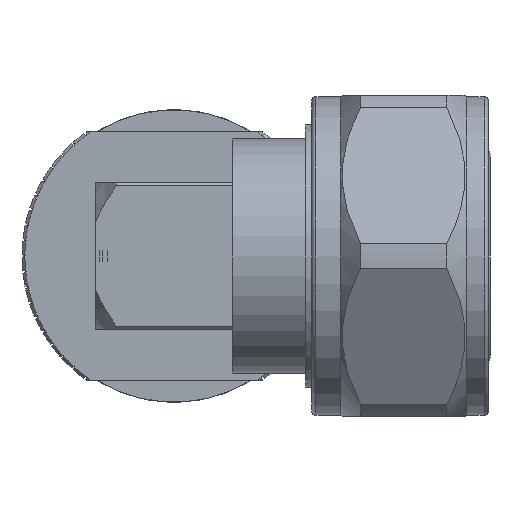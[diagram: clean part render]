
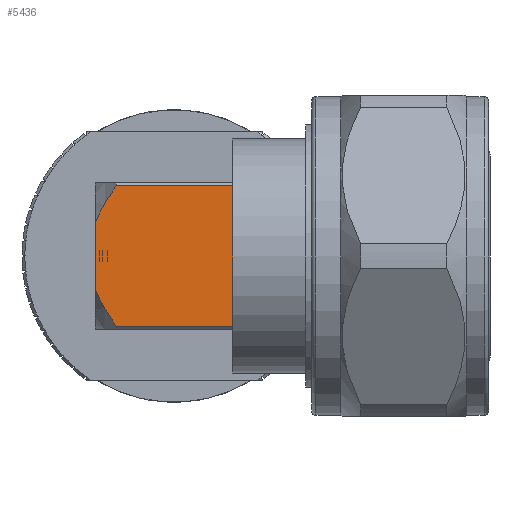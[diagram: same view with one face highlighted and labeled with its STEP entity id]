
A CAD part, left-side view. The second image highlights one B-rep face of the part: STEP entity #5436.
In plain terms, the highlighted face is planar.
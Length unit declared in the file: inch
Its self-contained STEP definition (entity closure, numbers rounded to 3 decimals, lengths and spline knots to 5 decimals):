
#8 = CARTESIAN_POINT ( 'NONE',  ( 0.54075, 0.19685, 0.14199 ) ) ;
#415 = VERTEX_POINT ( 'NONE', #19511 ) ;
#1777 = CARTESIAN_POINT ( 'NONE',  ( 0.56693, 0.19685, 0.09021 ) ) ;
#1961 = CARTESIAN_POINT ( 'NONE',  ( 0.54157, 0.19685, -0.14058 ) ) ;
#1975 = VERTEX_POINT ( 'NONE', #8079 ) ;
#2036 = EDGE_LOOP ( 'NONE', ( #7329, #5001, #6560, #15162, #8836, #7072 ) ) ;
#2617 = EDGE_CURVE ( 'NONE', #415, #9058, #9120, .T. ) ;
#2959 = CARTESIAN_POINT ( 'NONE',  ( 0.54033, 0.19685, 0.1427 ) ) ;
#3151 = CARTESIAN_POINT ( 'NONE',  ( 0.54998, 0.19685, -0.12565 ) ) ;
#3327 = PLANE ( 'NONE',  #14045 ) ;
#3632 = FACE_OUTER_BOUND ( 'NONE', #2036, .T. ) ;
#3970 = CARTESIAN_POINT ( 'NONE',  ( 0.51059, 0.19685, 0.18898 ) ) ;
#4293 = DIRECTION ( 'NONE',  ( 0., 0., 1. ) ) ;
#4543 = CARTESIAN_POINT ( 'NONE',  ( 0.51059, 0.19685, -0.18898 ) ) ;
#4632 = CARTESIAN_POINT ( 'NONE',  ( 0.51644, 0.19685, 0.18052 ) ) ;
#4735 = CARTESIAN_POINT ( 'NONE',  ( 0.56693, 0.19685, -0.09021 ) ) ;
#4956 = EDGE_CURVE ( 'NONE', #415, #9409, #6831, .T. ) ;
#5001 = ORIENTED_EDGE ( 'NONE', *, *, #17602, .T. ) ;
#5136 = DIRECTION ( 'NONE',  ( 0., 0., 1. ) ) ;
#5236 = EDGE_CURVE ( 'NONE', #14247, #9409, #18590, .T. ) ;
#5436 = ADVANCED_FACE ( 'NONE', ( #3632 ), #3327, .T. ) ;
#5806 = EDGE_CURVE ( 'NONE', #1975, #14247, #11308, .T. ) ;
#5889 = CARTESIAN_POINT ( 'NONE',  ( 0.19685, 0.19685, 0.19685 ) ) ;
#6560 = ORIENTED_EDGE ( 'NONE', *, *, #15008, .T. ) ;
#6831 = LINE ( 'NONE', #15746, #12170 ) ;
#6949 = DIRECTION ( 'NONE',  ( 1., 0., 0. ) ) ;
#7072 = ORIENTED_EDGE ( 'NONE', *, *, #4956, .F. ) ;
#7329 = ORIENTED_EDGE ( 'NONE', *, *, #2617, .T. ) ;
#7627 = CARTESIAN_POINT ( 'NONE',  ( 0.54351, 0.19685, -0.13722 ) ) ;
#7720 = CARTESIAN_POINT ( 'NONE',  ( 0.5223, 0.19685, -0.17206 ) ) ;
#8006 = CARTESIAN_POINT ( 'NONE',  ( 0.54138, 0.19685, -0.1409 ) ) ;
#8057 = VECTOR ( 'NONE', #6949, 39.37008 ) ;
#8079 = CARTESIAN_POINT ( 'NONE',  ( 0.19685, 0.19685, 0.18898 ) ) ;
#8836 = ORIENTED_EDGE ( 'NONE', *, *, #5236, .T. ) ;
#8925 = CARTESIAN_POINT ( 'NONE',  ( 0.53331, 0.19685, 0.15441 ) ) ;
#9023 = CARTESIAN_POINT ( 'NONE',  ( 0.56026, 0.19685, 0.10622 ) ) ;
#9058 = VERTEX_POINT ( 'NONE', #14232 ) ;
#9113 = CARTESIAN_POINT ( 'NONE',  ( 0.52468, 0.19685, 0.16818 ) ) ;
#9120 = B_SPLINE_CURVE_WITH_KNOTS ( 'NONE', 3,
 ( #4735, #10973, #10612, #3151, #16930, #7627, #13940, #16836, #1961, #8006, #18149, #7720, #4543 ),
 .UNSPECIFIED., .F., .F.,
 ( 4, 1, 1, 1, 1, 1, 2, 2, 4 ),
 ( 0., 0.25, 0.375, 0.4375, 0.46875, 0.48438, 0.49219, 0.5, 1. ),
 .UNSPECIFIED. ) ;
#9260 = CARTESIAN_POINT ( 'NONE',  ( 0.56693, 0.19685, 0.09021 ) ) ;
#9409 = VERTEX_POINT ( 'NONE', #9260 ) ;
#9527 = CARTESIAN_POINT ( 'NONE',  ( -0.81537, 0.19685, -0.18898 ) ) ;
#9610 = VECTOR ( 'NONE', #17365, 39.37008 ) ;
#10156 = LINE ( 'NONE', #5889, #17452 ) ;
#10504 = CARTESIAN_POINT ( 'NONE',  ( 0.53738, 0.19685, 0.14768 ) ) ;
#10612 = CARTESIAN_POINT ( 'NONE',  ( 0.55788, 0.19685, -0.11059 ) ) ;
#10973 = CARTESIAN_POINT ( 'NONE',  ( 0.56359, 0.19685, -0.09821 ) ) ;
#11308 = LINE ( 'NONE', #18761, #8057 ) ;
#12170 = VECTOR ( 'NONE', #5136, 39.37008 ) ;
#13566 = CARTESIAN_POINT ( 'NONE',  ( 0.55172, 0.19685, 0.12316 ) ) ;
#13847 = CARTESIAN_POINT ( 'NONE',  ( 0.53936, 0.19685, 0.14435 ) ) ;
#13940 = CARTESIAN_POINT ( 'NONE',  ( 0.54238, 0.19685, -0.13918 ) ) ;
#14045 = AXIS2_PLACEMENT_3D ( 'NONE', #15820, #17017, #18606 ) ;
#14232 = CARTESIAN_POINT ( 'NONE',  ( 0.51059, 0.19685, -0.18898 ) ) ;
#14247 = VERTEX_POINT ( 'NONE', #3970 ) ;
#14869 = CARTESIAN_POINT ( 'NONE',  ( 0.19685, 0.19685, -0.18898 ) ) ;
#14951 = CARTESIAN_POINT ( 'NONE',  ( 0.51059, 0.19685, 0.18898 ) ) ;
#15008 = EDGE_CURVE ( 'NONE', #17184, #1975, #10156, .T. ) ;
#15162 = ORIENTED_EDGE ( 'NONE', *, *, #5806, .T. ) ;
#15746 = CARTESIAN_POINT ( 'NONE',  ( 0.56693, 0.19685, 0.19685 ) ) ;
#15820 = CARTESIAN_POINT ( 'NONE',  ( -0.81537, 0.19685, 0.19685 ) ) ;
#16836 = CARTESIAN_POINT ( 'NONE',  ( 0.5419, 0.19685, -0.14002 ) ) ;
#16930 = CARTESIAN_POINT ( 'NONE',  ( 0.54572, 0.19685, -0.13334 ) ) ;
#17017 = DIRECTION ( 'NONE',  ( 0., 1., 0. ) ) ;
#17184 = VERTEX_POINT ( 'NONE', #14869 ) ;
#17271 = LINE ( 'NONE', #9527, #9610 ) ;
#17365 = DIRECTION ( 'NONE',  ( -1., 0., 0. ) ) ;
#17452 = VECTOR ( 'NONE', #4293, 39.37008 ) ;
#17602 = EDGE_CURVE ( 'NONE', #9058, #17184, #17271, .T. ) ;
#18048 = CARTESIAN_POINT ( 'NONE',  ( 0.54113, 0.19685, 0.14133 ) ) ;
#18149 = CARTESIAN_POINT ( 'NONE',  ( 0.53252, 0.19685, -0.15612 ) ) ;
#18238 = CARTESIAN_POINT ( 'NONE',  ( 0.54102, 0.19685, 0.14152 ) ) ;
#18590 = B_SPLINE_CURVE_WITH_KNOTS ( 'NONE', 3,
 ( #14951, #4632, #9113, #8925, #10504, #13847, #2959, #8, #18238, #18048, #13566, #9023, #1777 ),
 .UNSPECIFIED., .F., .F.,
 ( 4, 1, 1, 1, 1, 1, 2, 2, 4 ),
 ( 0., 0.25, 0.375, 0.4375, 0.46875, 0.48437, 0.49219, 0.5, 1. ),
 .UNSPECIFIED. ) ;
#18606 = DIRECTION ( 'NONE',  ( 1., 0., 0. ) ) ;
#18761 = CARTESIAN_POINT ( 'NONE',  ( -0.81537, 0.19685, 0.18898 ) ) ;
#19511 = CARTESIAN_POINT ( 'NONE',  ( 0.56693, 0.19685, -0.09021 ) ) ;
